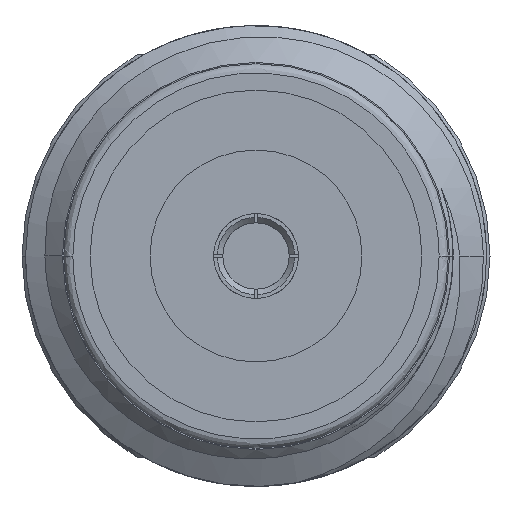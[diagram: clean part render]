
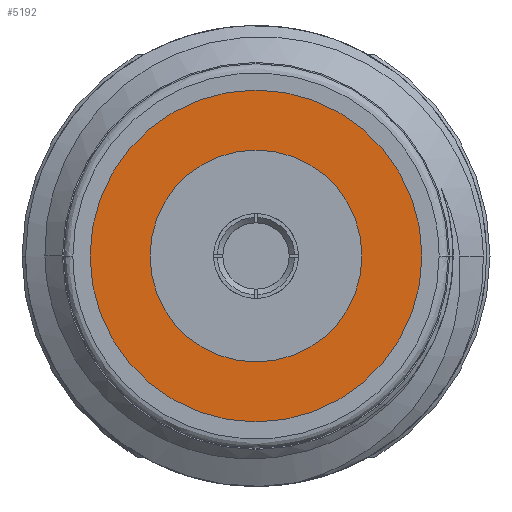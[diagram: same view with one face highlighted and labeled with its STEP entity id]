
A CAD part, left-side view. The second image highlights one B-rep face of the part: STEP entity #5192.
In plain terms, the highlighted planar face has unit normal (-1, 0, 0).
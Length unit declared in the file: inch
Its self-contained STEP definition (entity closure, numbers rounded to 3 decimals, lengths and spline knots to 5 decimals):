
#189 = DIRECTION ( 'NONE',  ( 0., 1., 0. ) ) ;
#275 = CIRCLE ( 'NONE', #4750, 0.09 ) ;
#321 = DIRECTION ( 'NONE',  ( -1., 0., 0. ) ) ;
#494 = VERTEX_POINT ( 'NONE', #5669 ) ;
#617 = CARTESIAN_POINT ( 'NONE',  ( -0.13738, 0., 0. ) ) ;
#646 = VERTEX_POINT ( 'NONE', #3297 ) ;
#701 = DIRECTION ( 'NONE',  ( 0., 1., 0. ) ) ;
#762 = CIRCLE ( 'NONE', #6015, 0.05748 ) ;
#809 = CIRCLE ( 'NONE', #7611, 0.05748 ) ;
#1205 = EDGE_CURVE ( 'NONE', #646, #5554, #762, .T. ) ;
#1519 = DIRECTION ( 'NONE',  ( 0., 1., 0. ) ) ;
#1702 = DIRECTION ( 'NONE',  ( -1., 0., 0. ) ) ;
#2014 = DIRECTION ( 'NONE',  ( 1., 0., 0. ) ) ;
#2252 = VERTEX_POINT ( 'NONE', #2974 ) ;
#2628 = CARTESIAN_POINT ( 'NONE',  ( -0.13738, 0., 0. ) ) ;
#2799 = FACE_BOUND ( 'NONE', #4997, .T. ) ;
#2974 = CARTESIAN_POINT ( 'NONE',  ( -0.13738, 0.09, 0. ) ) ;
#3062 = DIRECTION ( 'NONE',  ( 1., 0., 0. ) ) ;
#3297 = CARTESIAN_POINT ( 'NONE',  ( -0.13738, 0.05748, 0. ) ) ;
#3373 = EDGE_LOOP ( 'NONE', ( #7125, #4171 ) ) ;
#3991 = AXIS2_PLACEMENT_3D ( 'NONE', #4567, #321, #1519 ) ;
#4041 = EDGE_CURVE ( 'NONE', #494, #2252, #275, .T. ) ;
#4137 = ORIENTED_EDGE ( 'NONE', *, *, #6909, .T. ) ;
#4171 = ORIENTED_EDGE ( 'NONE', *, *, #4041, .T. ) ;
#4567 = CARTESIAN_POINT ( 'NONE',  ( -0.13738, 0., 0. ) ) ;
#4650 = CIRCLE ( 'NONE', #6455, 0.09 ) ;
#4750 = AXIS2_PLACEMENT_3D ( 'NONE', #2628, #6218, #189 ) ;
#4925 = ORIENTED_EDGE ( 'NONE', *, *, #1205, .T. ) ;
#4997 = EDGE_LOOP ( 'NONE', ( #4925, #4137 ) ) ;
#5192 = ADVANCED_FACE ( 'NONE', ( #2799, #5252 ), #5741, .T. ) ;
#5252 = FACE_OUTER_BOUND ( 'NONE', #3373, .T. ) ;
#5554 = VERTEX_POINT ( 'NONE', #5572 ) ;
#5572 = CARTESIAN_POINT ( 'NONE',  ( -0.13738, -0.05748, 0. ) ) ;
#5669 = CARTESIAN_POINT ( 'NONE',  ( -0.13738, -0.09, 0. ) ) ;
#5741 = PLANE ( 'NONE',  #3991 ) ;
#6000 = DIRECTION ( 'NONE',  ( 0., 1., 0. ) ) ;
#6015 = AXIS2_PLACEMENT_3D ( 'NONE', #617, #3062, #701 ) ;
#6036 = CARTESIAN_POINT ( 'NONE',  ( -0.13738, 0., 0. ) ) ;
#6218 = DIRECTION ( 'NONE',  ( -1., 0., 0. ) ) ;
#6243 = DIRECTION ( 'NONE',  ( 0., 1., 0. ) ) ;
#6455 = AXIS2_PLACEMENT_3D ( 'NONE', #6606, #1702, #6000 ) ;
#6606 = CARTESIAN_POINT ( 'NONE',  ( -0.13738, 0., 0. ) ) ;
#6909 = EDGE_CURVE ( 'NONE', #5554, #646, #809, .T. ) ;
#7125 = ORIENTED_EDGE ( 'NONE', *, *, #7858, .T. ) ;
#7611 = AXIS2_PLACEMENT_3D ( 'NONE', #6036, #2014, #6243 ) ;
#7858 = EDGE_CURVE ( 'NONE', #2252, #494, #4650, .T. ) ;
